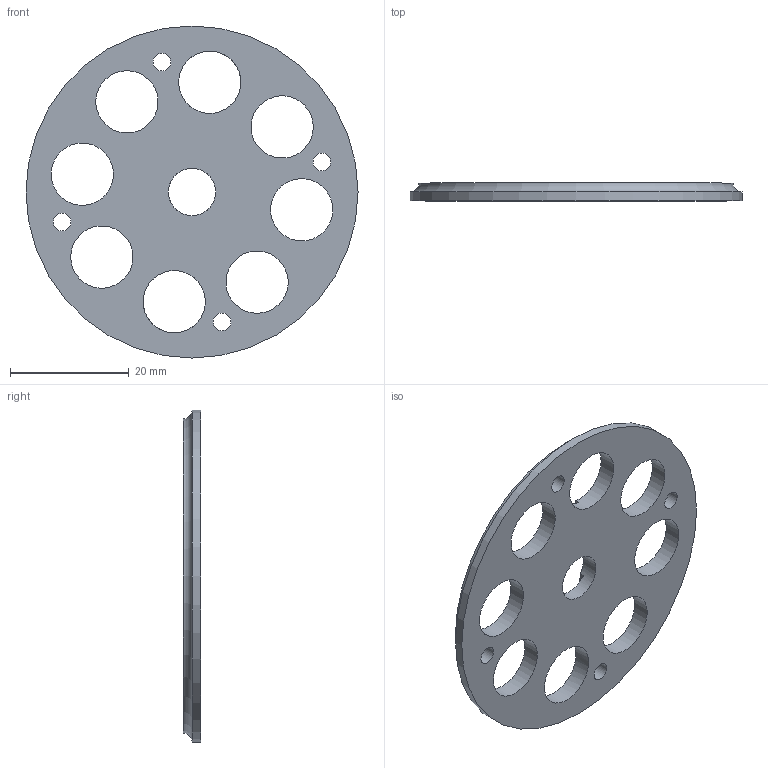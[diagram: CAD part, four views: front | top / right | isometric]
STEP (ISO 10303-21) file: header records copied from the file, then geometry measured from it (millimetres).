
FILE_DESCRIPTION(/* description */ (''),/* implementation_level */ '2;1');
FILE_NAME(/* name */ 'Wheel_Left_v1.1.stp',/* time_stamp */ '2023-03-07T12:26:20+01:00',/* author */ ('Oudenas'),/* organization */ (''),/* preprocessor_version */ 'ST-DEVELOPER v17',/* originating_system */ 'Autodesk Inventor 2019',/* authorisation */ '');
FILE_SCHEMA (('AUTOMOTIVE_DESIGN { 1 0 10303 214 3 1 1 }'));
Length unit declared in the file: millimetre
Products named in the file (1): Wheel_Left_v1.1
Bounding box: 56 x 3 x 56 mm (x, y, z)
Volume: 4686.1 mm3; surface area: 4798.2 mm2
Topology: 1 solids, 1 shells, 36 faces, 104 edges, 69 vertices
Faces by surface type: cylinder 17, plane 13, bspline 5, torus 1
Full cylindrical faces by diameter (mm): 3 x4, 8 x1, 10.5 x8, 56 x1
Entity records: 1357 total; most frequent: CARTESIAN_POINT 307, ORIENTED_EDGE 208, DIRECTION 202, EDGE_CURVE 104, AXIS2_PLACEMENT_3D 76, VERTEX_POINT 69, EDGE_LOOP 61, LINE 50
